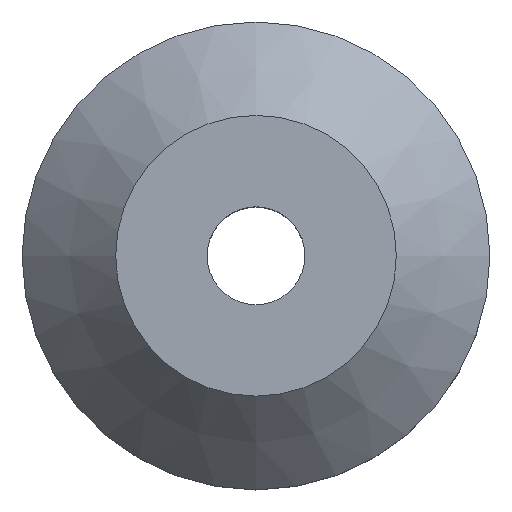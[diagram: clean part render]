
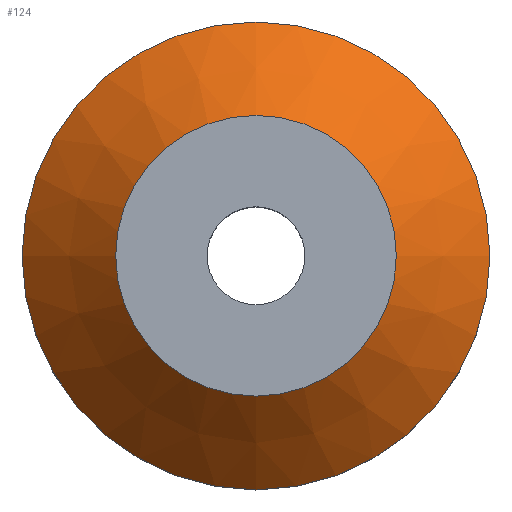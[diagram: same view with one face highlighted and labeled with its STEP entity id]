
A CAD part, top view. The second image highlights one B-rep face of the part: STEP entity #124.
In plain terms, the highlighted conical face has half-angle 45 degrees and reference radius 16 mm.
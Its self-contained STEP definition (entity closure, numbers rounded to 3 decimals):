
#28=FACE_OUTER_BOUND('',#37,.T.);
#37=EDGE_LOOP('',(#104,#105,#106,#107,#108));
#46=LINE('',#236,#51);
#51=VECTOR('',#198,16.);
#59=CIRCLE('',#162,12.);
#60=CIRCLE('',#163,20.);
#61=CIRCLE('',#164,20.);
#69=VERTEX_POINT('',#233);
#70=VERTEX_POINT('',#235);
#71=VERTEX_POINT('',#237);
#82=EDGE_CURVE('',#69,#69,#59,.T.);
#83=EDGE_CURVE('',#69,#70,#46,.T.);
#84=EDGE_CURVE('',#70,#71,#60,.T.);
#85=EDGE_CURVE('',#71,#70,#61,.T.);
#104=ORIENTED_EDGE('',*,*,#82,.T.);
#105=ORIENTED_EDGE('',*,*,#83,.T.);
#106=ORIENTED_EDGE('',*,*,#84,.T.);
#107=ORIENTED_EDGE('',*,*,#85,.T.);
#108=ORIENTED_EDGE('',*,*,#83,.F.);
#119=CONICAL_SURFACE('',#161,16.,0.785);
#124=ADVANCED_FACE('',(#28),#119,.T.);
#161=AXIS2_PLACEMENT_3D('',#232,#194,#195);
#162=AXIS2_PLACEMENT_3D('',#234,#196,#197);
#163=AXIS2_PLACEMENT_3D('',#238,#199,#200);
#164=AXIS2_PLACEMENT_3D('',#239,#201,#202);
#194=DIRECTION('center_axis',(0.,0.,-1.));
#195=DIRECTION('ref_axis',(-1.,0.,0.));
#196=DIRECTION('center_axis',(0.,0.,-1.));
#197=DIRECTION('ref_axis',(-1.,0.,0.));
#198=DIRECTION('',(0.707,0.,-0.707));
#199=DIRECTION('center_axis',(0.,0.,1.));
#200=DIRECTION('ref_axis',(-1.,0.,0.));
#201=DIRECTION('center_axis',(0.,0.,1.));
#202=DIRECTION('ref_axis',(-1.,0.,0.));
#232=CARTESIAN_POINT('Origin',(0.,0.,21.));
#233=CARTESIAN_POINT('',(12.,0.,25.));
#234=CARTESIAN_POINT('Origin',(0.,0.,25.));
#235=CARTESIAN_POINT('',(20.,0.,17.));
#236=CARTESIAN_POINT('',(16.,0.,21.));
#237=CARTESIAN_POINT('',(-20.,0.,17.));
#238=CARTESIAN_POINT('Origin',(0.,0.,17.));
#239=CARTESIAN_POINT('Origin',(0.,0.,17.));
